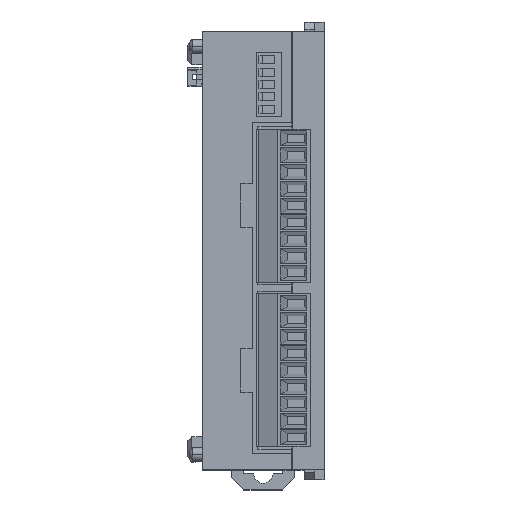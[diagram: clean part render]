
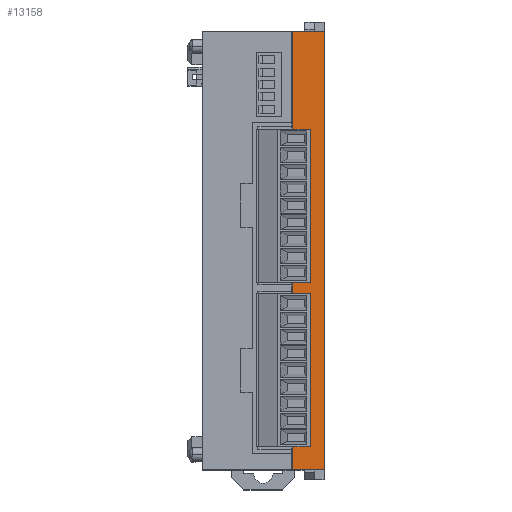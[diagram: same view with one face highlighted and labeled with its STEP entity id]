
A CAD part, top view. The second image highlights one B-rep face of the part: STEP entity #13158.
In plain terms, the highlighted planar face has unit normal (0, 0, 1).
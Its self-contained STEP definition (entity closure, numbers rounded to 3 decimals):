
#657 = ORIENTED_EDGE ( 'NONE', *, *, #12757, .T. ) ;
#755 = ORIENTED_EDGE ( 'NONE', *, *, #14880, .T. ) ;
#757 = EDGE_CURVE ( 'NONE', #14885, #12969, #18816, .T. ) ;
#835 = ORIENTED_EDGE ( 'NONE', *, *, #12689, .T. ) ;
#12217 = VERTEX_POINT ( 'NONE', #17173 ) ;
#12689 = EDGE_CURVE ( 'NONE', #14944, #12217, #17505, .T. ) ;
#12757 = EDGE_CURVE ( 'NONE', #12217, #12969, #17606, .T. ) ;
#12969 = VERTEX_POINT ( 'NONE', #18090 ) ;
#13149 = EDGE_LOOP ( 'NONE', ( #13159, #755, #835, #657 ) ) ;
#13158 = ADVANCED_FACE ( 'NONE', ( #18780 ), #18782, .T. ) ;
#13159 = ORIENTED_EDGE ( 'NONE', *, *, #757, .F. ) ;
#14880 = EDGE_CURVE ( 'NONE', #14885, #14944, #20378, .T. ) ;
#14885 = VERTEX_POINT ( 'NONE', #20368 ) ;
#14944 = VERTEX_POINT ( 'NONE', #20223 ) ;
#17173 = CARTESIAN_POINT ( 'NONE',  ( 12.5, 45., 60. ) ) ;
#17502 = DIRECTION ( 'NONE',  ( 0., 1., 0. ) ) ;
#17503 = VECTOR ( 'NONE', #17502, 1000. ) ;
#17504 = CARTESIAN_POINT ( 'NONE',  ( 12.5, 45., 60. ) ) ;
#17505 = LINE ( 'NONE', #17504, #17503 ) ;
#17606 = LINE ( 'NONE', #17792, #17791 ) ;
#17790 = DIRECTION ( 'NONE',  ( -1., 0., 0. ) ) ;
#17791 = VECTOR ( 'NONE', #17790, 1000. ) ;
#17792 = CARTESIAN_POINT ( 'NONE',  ( -12.5, 45., 60. ) ) ;
#18090 = CARTESIAN_POINT ( 'NONE',  ( 5.9, 45., 60. ) ) ;
#18571 = DIRECTION ( 'NONE',  ( 1., 0., 0. ) ) ;
#18572 = DIRECTION ( 'NONE',  ( 0., 0., 1. ) ) ;
#18573 = CARTESIAN_POINT ( 'NONE',  ( -12.5, -45., 60. ) ) ;
#18747 = DIRECTION ( 'NONE',  ( 0., 1., 0. ) ) ;
#18748 = VECTOR ( 'NONE', #18747, 1000. ) ;
#18750 = CARTESIAN_POINT ( 'NONE',  ( 5.9, -45., 60. ) ) ;
#18778 = AXIS2_PLACEMENT_3D ( 'NONE', #18573, #18572, #18571 ) ;
#18780 = FACE_OUTER_BOUND ( 'NONE', #13149, .T. ) ;
#18782 = PLANE ( 'NONE',  #18778 ) ;
#18816 = LINE ( 'NONE', #18750, #18748 ) ;
#20223 = CARTESIAN_POINT ( 'NONE',  ( 12.5, -45., 60. ) ) ;
#20365 = DIRECTION ( 'NONE',  ( 1., 0., 0. ) ) ;
#20367 = VECTOR ( 'NONE', #20365, 1000. ) ;
#20368 = CARTESIAN_POINT ( 'NONE',  ( 5.9, -45., 60. ) ) ;
#20377 = CARTESIAN_POINT ( 'NONE',  ( -12.5, -45., 60. ) ) ;
#20378 = LINE ( 'NONE', #20377, #20367 ) ;
